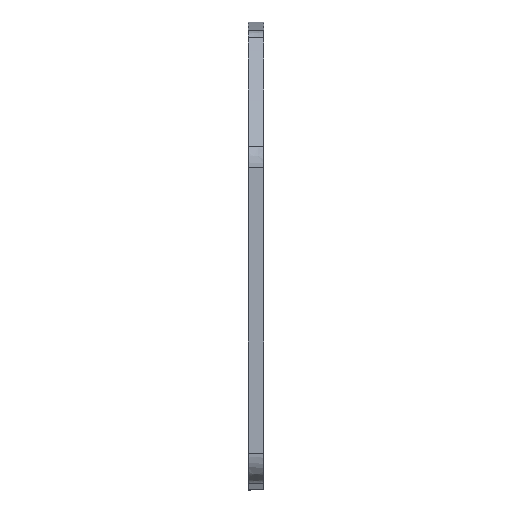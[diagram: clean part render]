
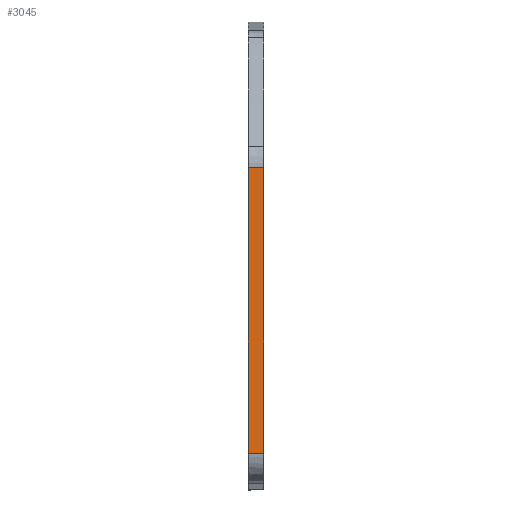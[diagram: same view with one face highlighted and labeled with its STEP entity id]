
A CAD part, front view. The second image highlights one B-rep face of the part: STEP entity #3045.
In plain terms, the highlighted planar face has unit normal (0, -1, 0).
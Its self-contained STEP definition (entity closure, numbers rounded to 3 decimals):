
#75=DIRECTION('',(0.,0.,-1.));
#76=VECTOR('',#75,47.016);
#77=CARTESIAN_POINT('',(1.25,-61.,45.998));
#78=LINE('',#77,#76);
#1047=DIRECTION('',(1.,0.,0.));
#1048=VECTOR('',#1047,2.5);
#1049=CARTESIAN_POINT('',(-1.25,-61.,
45.998));
#1050=LINE('',#1049,#1048);
#1051=DIRECTION('',(1.,0.,0.));
#1052=VECTOR('',#1051,2.5);
#1053=CARTESIAN_POINT('',(-1.25,-61.,
-1.019));
#1054=LINE('',#1053,#1052);
#1055=DIRECTION('',(0.,0.,-1.));
#1056=VECTOR('',#1055,47.017);
#1057=CARTESIAN_POINT('',(-1.25,-61.,
45.998));
#1058=LINE('',#1057,#1056);
#1203=CARTESIAN_POINT('',(-1.25,-61.,
-1.019));
#1204=CARTESIAN_POINT('',(1.25,-61.,
-1.018));
#1205=VERTEX_POINT('',#1203);
#1206=VERTEX_POINT('',#1204);
#1207=CARTESIAN_POINT('',(1.25,-61.,45.998));
#1208=VERTEX_POINT('',#1207);
#1209=CARTESIAN_POINT('',(-1.25,-61.,
45.998));
#1210=VERTEX_POINT('',#1209);
#3034=CARTESIAN_POINT('',(-1.25,-61.,-1.019));
#3035=DIRECTION('',(0.,-1.,0.));
#3036=DIRECTION('',(0.,0.,-1.));
#3037=AXIS2_PLACEMENT_3D('',#3034,#3035,#3036);
#3038=PLANE('',#3037);
#3039=ORIENTED_EDGE('',*,*,#1670,.F.);
#3040=ORIENTED_EDGE('',*,*,#1729,.F.);
#3041=ORIENTED_EDGE('',*,*,#3017,.T.);
#3042=ORIENTED_EDGE('',*,*,#1472,.T.);
#3043=EDGE_LOOP('',(#3039,#3040,#3041,#3042));
#3044=FACE_OUTER_BOUND('',#3043,.F.);
#3045=ADVANCED_FACE('',(#3044),#3038,.T.);
#1472=EDGE_CURVE('',#1208,#1206,#78,.T.);
#1670=EDGE_CURVE('',#1205,#1206,#1054,.T.);
#1729=EDGE_CURVE('',#1210,#1205,#1058,.T.);
#3017=EDGE_CURVE('',#1210,#1208,#1050,.T.);
